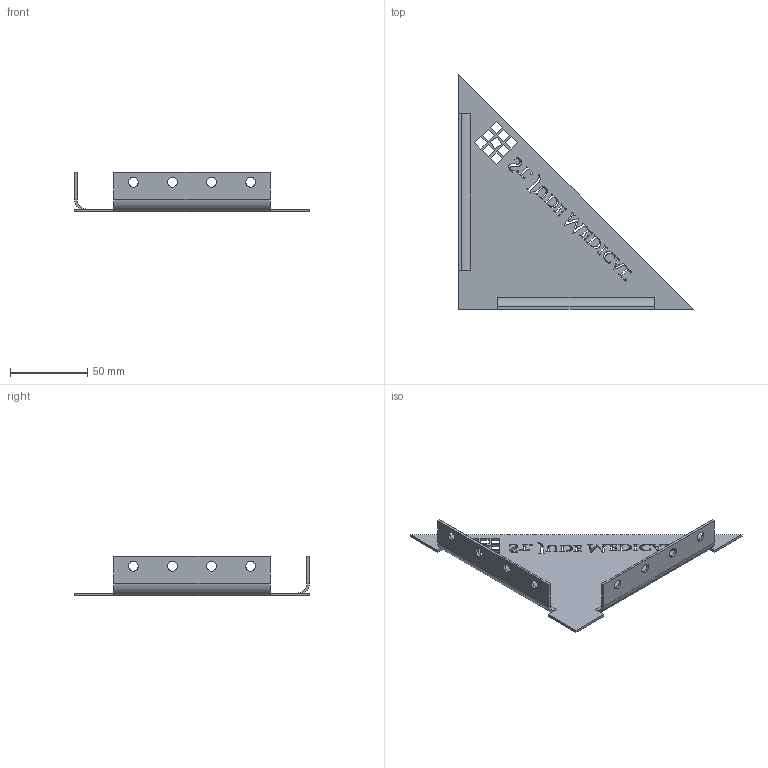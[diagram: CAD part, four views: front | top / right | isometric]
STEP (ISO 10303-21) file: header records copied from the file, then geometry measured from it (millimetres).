
FILE_DESCRIPTION (( 'STEP AP203' ), '1' );
FILE_NAME ('P-20 SupportTriangleStJude.STEP', '2015-01-26T19:32:06', ( '' ), ( '' ), 'SwSTEP 2.0', 'SolidWorks 2014', '' );
FILE_SCHEMA (( 'CONFIG_CONTROL_DESIGN' ));
Length unit declared in the file: inch
Products named in the file (1): P-20 SupportTriangleStJude
Bounding box: 152.43 x 152.43 x 25.4 mm (x, y, z)
Volume: 23923.2 mm3; surface area: 32565.2 mm2
Topology: 1 solids, 1 shells, 517 faces, 1534 edges, 1019 vertices
Faces by surface type: bspline 353, plane 144, cylinder 20
Entity records: 19267 total; most frequent: CARTESIAN_POINT 7630, ORIENTED_EDGE 3068, EDGE_CURVE 1534, DIRECTION 1200, VERTEX_POINT 1019, LINE 782, VECTOR 782, B_SPLINE_CURVE_WITH_KNOTS 708
